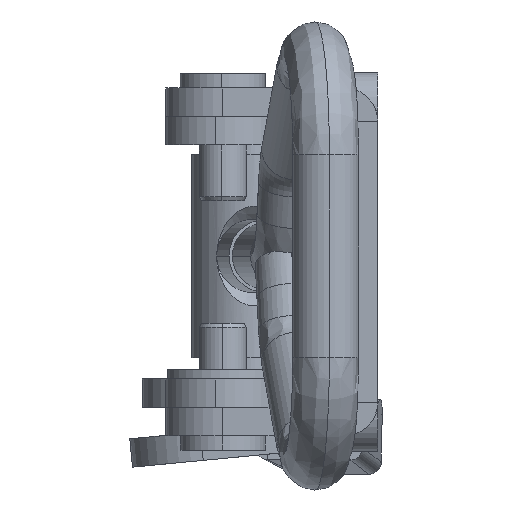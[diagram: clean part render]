
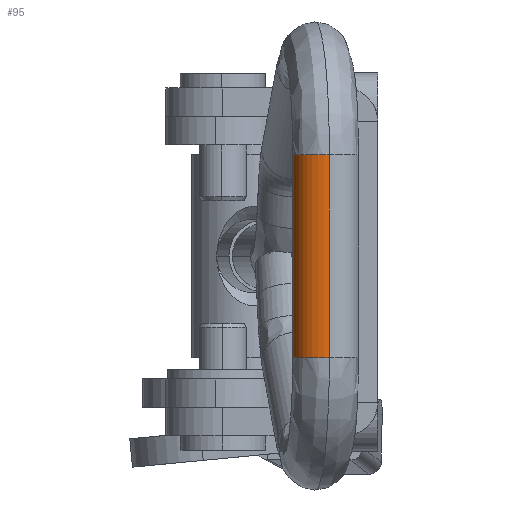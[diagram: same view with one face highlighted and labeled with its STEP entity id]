
A CAD part, left-side view. The second image highlights one B-rep face of the part: STEP entity #95.
In plain terms, the highlighted free-form (B-spline) face has degree [3, 1] with [4, 2] control points.
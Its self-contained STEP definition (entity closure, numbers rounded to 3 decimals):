
#46 = ORIENTED_EDGE ( 'NONE', *, *, #6746, .T. ) ;
#95 = ADVANCED_FACE ( 'NONE', ( #4261 ), #136, .T. ) ;
#136 =( BOUNDED_SURFACE ( )  B_SPLINE_SURFACE ( 3, 1, ( 
 ( #4574, #3370 ),
 ( #1029, #5178 ),
 ( #1612, #5784 ),
 ( #2214, #6409 ) ),
 .UNSPECIFIED., .F., .F., .F. ) 
 B_SPLINE_SURFACE_WITH_KNOTS ( ( 4, 4 ),
 ( 2, 2 ),
 ( 0., 1. ),
 ( 0., 1. ),
 .UNSPECIFIED. ) 
 GEOMETRIC_REPRESENTATION_ITEM ( )  RATIONAL_B_SPLINE_SURFACE ( (
 ( 1., 1.),
 ( 0.333, 0.333),
 ( 0.333, 0.333),
 ( 1., 1.) ) ) 
 REPRESENTATION_ITEM ( '' )  SURFACE ( )  );
#200 = CIRCLE ( 'NONE', #1365, 3.5 ) ;
#1029 = CARTESIAN_POINT ( 'NONE',  ( 10.68, 95.5, -7. ) ) ;
#1303 = LINE ( 'NONE', #5924, #2875 ) ;
#1343 = ORIENTED_EDGE ( 'NONE', *, *, #3322, .T. ) ;
#1365 = AXIS2_PLACEMENT_3D ( 'NONE', #6558, #2962, #7167 ) ;
#1612 = CARTESIAN_POINT ( 'NONE',  ( 10.72, 88.5, -7. ) ) ;
#1719 = VERTEX_POINT ( 'NONE', #5623 ) ;
#2214 = CARTESIAN_POINT ( 'NONE',  ( 10.72, 88.5, 0. ) ) ;
#2234 = EDGE_CURVE ( 'NONE', #4239, #1719, #2355, .T. ) ;
#2341 = DIRECTION ( 'NONE',  ( -1., 0., 0. ) ) ;
#2355 = LINE ( 'NONE', #4203, #5339 ) ;
#2875 = VECTOR ( 'NONE', #2341, 1000. ) ;
#2962 = DIRECTION ( 'NONE',  ( -1., -0.006, 0. ) ) ;
#2964 = AXIS2_PLACEMENT_3D ( 'NONE', #3124, #7328, #3714 ) ;
#3124 = CARTESIAN_POINT ( 'NONE',  ( -10.7, 92., 0. ) ) ;
#3322 = EDGE_CURVE ( 'NONE', #4239, #5965, #200, .T. ) ;
#3355 = ORIENTED_EDGE ( 'NONE', *, *, #2234, .F. ) ;
#3370 = CARTESIAN_POINT ( 'NONE',  ( -10.72, 95.5, 0. ) ) ;
#3714 = DIRECTION ( 'NONE',  ( 0.006, -1., 0. ) ) ;
#4203 = CARTESIAN_POINT ( 'NONE',  ( 10.68, 95.5, 0. ) ) ;
#4239 = VERTEX_POINT ( 'NONE', #5571 ) ;
#4261 = FACE_OUTER_BOUND ( 'NONE', #7395, .T. ) ;
#4574 = CARTESIAN_POINT ( 'NONE',  ( 10.68, 95.5, 0. ) ) ;
#5178 = CARTESIAN_POINT ( 'NONE',  ( -10.72, 95.5, -7. ) ) ;
#5339 = VECTOR ( 'NONE', #7095, 1000. ) ;
#5470 = ORIENTED_EDGE ( 'NONE', *, *, #5588, .F. ) ;
#5571 = CARTESIAN_POINT ( 'NONE',  ( 10.68, 95.5, 0. ) ) ;
#5588 = EDGE_CURVE ( 'NONE', #1719, #6929, #7001, .T. ) ;
#5623 = CARTESIAN_POINT ( 'NONE',  ( -10.72, 95.5, 0. ) ) ;
#5784 = CARTESIAN_POINT ( 'NONE',  ( -10.68, 88.5, -7. ) ) ;
#5924 = CARTESIAN_POINT ( 'NONE',  ( 10.72, 88.5, 0. ) ) ;
#5965 = VERTEX_POINT ( 'NONE', #7680 ) ;
#6409 = CARTESIAN_POINT ( 'NONE',  ( -10.68, 88.5, 0. ) ) ;
#6558 = CARTESIAN_POINT ( 'NONE',  ( 10.7, 92., 0. ) ) ;
#6746 = EDGE_CURVE ( 'NONE', #5965, #6929, #1303, .T. ) ;
#6929 = VERTEX_POINT ( 'NONE', #7286 ) ;
#7001 = CIRCLE ( 'NONE', #2964, 3.5 ) ;
#7095 = DIRECTION ( 'NONE',  ( -1., 0., 0. ) ) ;
#7167 = DIRECTION ( 'NONE',  ( 0.006, -1., 0. ) ) ;
#7286 = CARTESIAN_POINT ( 'NONE',  ( -10.68, 88.5, 0. ) ) ;
#7328 = DIRECTION ( 'NONE',  ( -1., -0.006, 0. ) ) ;
#7395 = EDGE_LOOP ( 'NONE', ( #3355, #1343, #46, #5470 ) ) ;
#7680 = CARTESIAN_POINT ( 'NONE',  ( 10.72, 88.5, 0. ) ) ;
